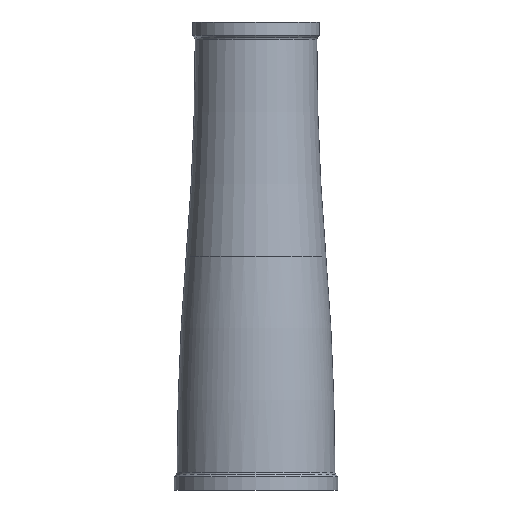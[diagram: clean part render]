
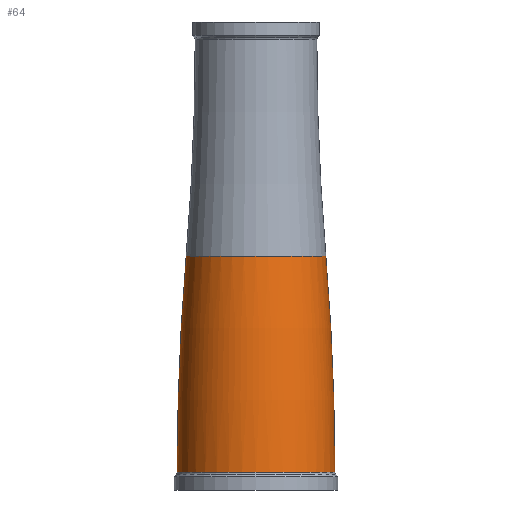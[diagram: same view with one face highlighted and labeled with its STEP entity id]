
A CAD part, left-side view. The second image highlights one B-rep face of the part: STEP entity #64.
In plain terms, the highlighted toroidal (fillet/blend) face has major radius 760.157 mm and minor radius 783.757 mm.
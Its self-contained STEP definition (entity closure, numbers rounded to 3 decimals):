
#31 = DIRECTION ( 'NONE',  ( 0., 1., 0. ) ) ;
#64 = ADVANCED_FACE ( 'NONE', ( #668 ), #681, .T. ) ;
#81 = EDGE_CURVE ( 'NONE', #949, #284, #545, .T. ) ;
#92 = CARTESIAN_POINT ( 'NONE',  ( 0., -23.6, -64.65 ) ) ;
#108 = DIRECTION ( 'NONE',  ( 0., 1., 0. ) ) ;
#124 = CARTESIAN_POINT ( 'NONE',  ( 0., 0., -65. ) ) ;
#166 = CARTESIAN_POINT ( 'NONE',  ( 0., 0., -64.65 ) ) ;
#167 = AXIS2_PLACEMENT_3D ( 'NONE', #638, #633, #625 ) ;
#197 = CIRCLE ( 'NONE', #665, 20.9 ) ;
#225 = CARTESIAN_POINT ( 'NONE',  ( 0., 760.157, -65. ) ) ;
#262 = CARTESIAN_POINT ( 'NONE',  ( 0., -20.9, 0. ) ) ;
#277 = EDGE_CURVE ( 'NONE', #687, #583, #197, .T. ) ;
#284 = VERTEX_POINT ( 'NONE', #785 ) ;
#353 = EDGE_LOOP ( 'NONE', ( #527, #950, #391, #873 ) ) ;
#391 = ORIENTED_EDGE ( 'NONE', *, *, #830, .T. ) ;
#478 = DIRECTION ( 'NONE',  ( 1., 0., 0. ) ) ;
#505 = CARTESIAN_POINT ( 'NONE',  ( 0., 20.9, 0. ) ) ;
#514 = DIRECTION ( 'NONE',  ( 0., 0., -1. ) ) ;
#527 = ORIENTED_EDGE ( 'NONE', *, *, #1022, .F. ) ;
#545 = CIRCLE ( 'NONE', #851, 23.6 ) ;
#546 = AXIS2_PLACEMENT_3D ( 'NONE', #225, #478, #1069 ) ;
#583 = VERTEX_POINT ( 'NONE', #505 ) ;
#625 = DIRECTION ( 'NONE',  ( 0., 0., 1. ) ) ;
#633 = DIRECTION ( 'NONE',  ( -1., 0., 0. ) ) ;
#638 = CARTESIAN_POINT ( 'NONE',  ( 0., -760.157, -65. ) ) ;
#665 = AXIS2_PLACEMENT_3D ( 'NONE', #871, #702, #31 ) ;
#668 = FACE_OUTER_BOUND ( 'NONE', #353, .T. ) ;
#681 = TOROIDAL_SURFACE ( 'NONE', #778, -760.157, 783.757 ) ;
#685 = CIRCLE ( 'NONE', #546, 783.757 ) ;
#687 = VERTEX_POINT ( 'NONE', #262 ) ;
#702 = DIRECTION ( 'NONE',  ( 0., 0., -1. ) ) ;
#736 = DIRECTION ( 'NONE',  ( 0., 0., -1. ) ) ;
#764 = CIRCLE ( 'NONE', #167, 783.757 ) ;
#778 = AXIS2_PLACEMENT_3D ( 'NONE', #124, #736, #108 ) ;
#785 = CARTESIAN_POINT ( 'NONE',  ( 0., 23.6, -64.65 ) ) ;
#830 = EDGE_CURVE ( 'NONE', #583, #284, #764, .T. ) ;
#851 = AXIS2_PLACEMENT_3D ( 'NONE', #166, #514, #1019 ) ;
#871 = CARTESIAN_POINT ( 'NONE',  ( 0., 0., 0. ) ) ;
#873 = ORIENTED_EDGE ( 'NONE', *, *, #81, .F. ) ;
#949 = VERTEX_POINT ( 'NONE', #92 ) ;
#950 = ORIENTED_EDGE ( 'NONE', *, *, #277, .T. ) ;
#1019 = DIRECTION ( 'NONE',  ( 0., 1., 0. ) ) ;
#1022 = EDGE_CURVE ( 'NONE', #687, #949, #685, .T. ) ;
#1069 = DIRECTION ( 'NONE',  ( 0., 1., 0. ) ) ;
